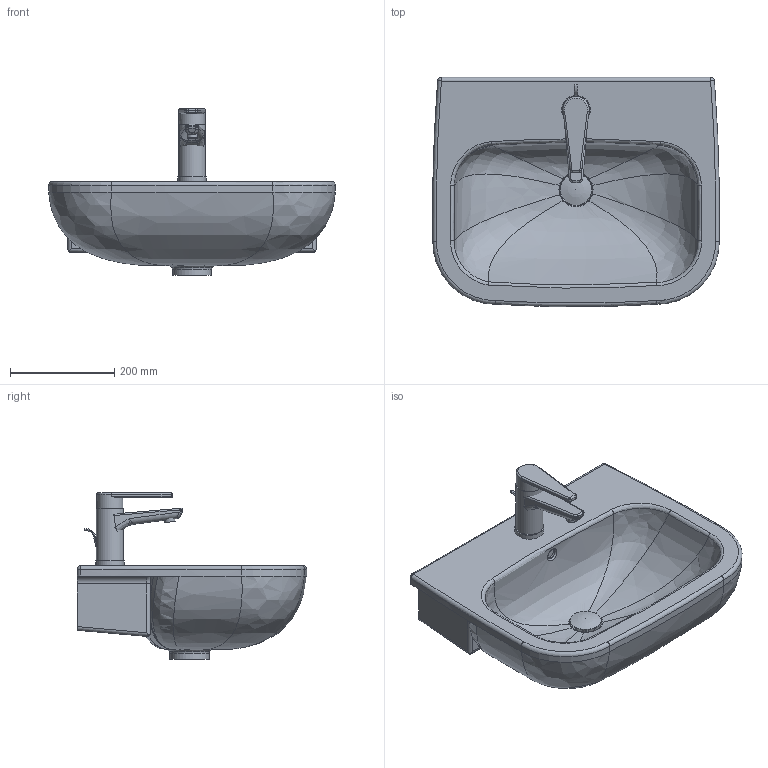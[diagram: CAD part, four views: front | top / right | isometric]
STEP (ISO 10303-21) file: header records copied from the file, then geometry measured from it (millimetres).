
FILE_DESCRIPTION((''),'2;1');
FILE_NAME('033955.stp','2007-11-25T08:35:16',('Huebner'),(''),'Autodesk Inventor 11','Autodesk Inventor 11','');
FILE_SCHEMA(('AUTOMOTIVE_DESIGN { 1 0 10303 214 1 1 1 1 }'));
Length unit declared in the file: millimetre
Products named in the file (10): 033955; Baterrie_WT; hebel1; Hebel2; hebel3; Neoperl; Halter2starck1; Stopfen; Kelch
Assembly tree (9 placements, depth 3):
  033955
    033955
    Baterrie_WT
      hebel1
      Hebel2
      hebel3
      Neoperl
      Halter2starck1
    Stopfen
    Kelch
Bounding box: 549.98 x 439.44 x 320 mm (x, y, z)
Volume: 13505979.6 mm3; surface area: 851370.1 mm2
Topology: 8 solids, 8 shells, 249 faces, 652 edges, 401 vertices
Faces by surface type: bspline 82, cylinder 75, plane 55, torus 23, sphere 10, cone 4
Full cylindrical faces by diameter (mm): 16 x1, 20 x2, 35 x1, 42 x1, 44 x1, 50 x1, 52 x2, 55 x1, 60 x1, 75 x1
Entity records: 24079 total; most frequent: CARTESIAN_POINT 18442, ORIENTED_EDGE 1210, DIRECTION 977, EDGE_CURVE 605, AXIS2_PLACEMENT_3D 409, VERTEX_POINT 395, EDGE_LOOP 280, FACE_OUTER_BOUND 249
